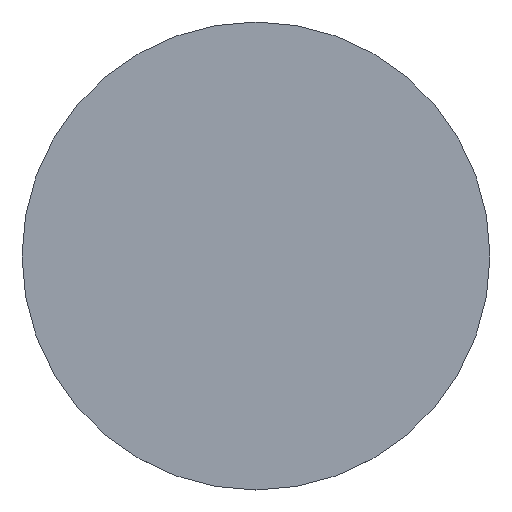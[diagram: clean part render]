
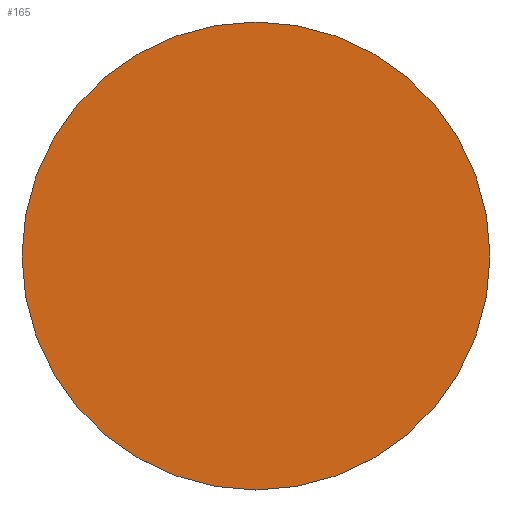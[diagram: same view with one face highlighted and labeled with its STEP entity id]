
A CAD part, top view. The second image highlights one B-rep face of the part: STEP entity #165.
In plain terms, the highlighted planar face has unit normal (0, 0, 1).
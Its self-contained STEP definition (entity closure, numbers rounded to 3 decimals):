
#6 = ORIENTED_EDGE ( 'NONE', *, *, #186, .T. ) ;
#16 = CIRCLE ( 'NONE', #70, 1. ) ;
#42 = CARTESIAN_POINT ( 'NONE',  ( 1., 0., 0.01 ) ) ;
#43 = FACE_OUTER_BOUND ( 'NONE', #200, .T. ) ;
#59 = ORIENTED_EDGE ( 'NONE', *, *, #162, .T. ) ;
#70 = AXIS2_PLACEMENT_3D ( 'NONE', #160, #148, #190 ) ;
#72 = DIRECTION ( 'NONE',  ( 1., 0., 0. ) ) ;
#85 = CARTESIAN_POINT ( 'NONE',  ( 0., 0., 0.01 ) ) ;
#86 = AXIS2_PLACEMENT_3D ( 'NONE', #85, #174, #72 ) ;
#89 = AXIS2_PLACEMENT_3D ( 'NONE', #143, #182, #114 ) ;
#90 = CIRCLE ( 'NONE', #89, 1. ) ;
#114 = DIRECTION ( 'NONE',  ( -1., 0., 0. ) ) ;
#115 = CARTESIAN_POINT ( 'NONE',  ( -1., 0., 0.01 ) ) ;
#128 = PLANE ( 'NONE',  #86 ) ;
#143 = CARTESIAN_POINT ( 'NONE',  ( 0., 0., 0.01 ) ) ;
#148 = DIRECTION ( 'NONE',  ( 0., 0., 1. ) ) ;
#158 = VERTEX_POINT ( 'NONE', #115 ) ;
#160 = CARTESIAN_POINT ( 'NONE',  ( 0., 0., 0.01 ) ) ;
#162 = EDGE_CURVE ( 'NONE', #192, #158, #16, .T. ) ;
#165 = ADVANCED_FACE ( 'NONE', ( #43 ), #128, .T. ) ;
#174 = DIRECTION ( 'NONE',  ( 0., 0., 1. ) ) ;
#182 = DIRECTION ( 'NONE',  ( 0., 0., 1. ) ) ;
#186 = EDGE_CURVE ( 'NONE', #158, #192, #90, .T. ) ;
#190 = DIRECTION ( 'NONE',  ( -1., 0., 0. ) ) ;
#192 = VERTEX_POINT ( 'NONE', #42 ) ;
#200 = EDGE_LOOP ( 'NONE', ( #6, #59 ) ) ;
